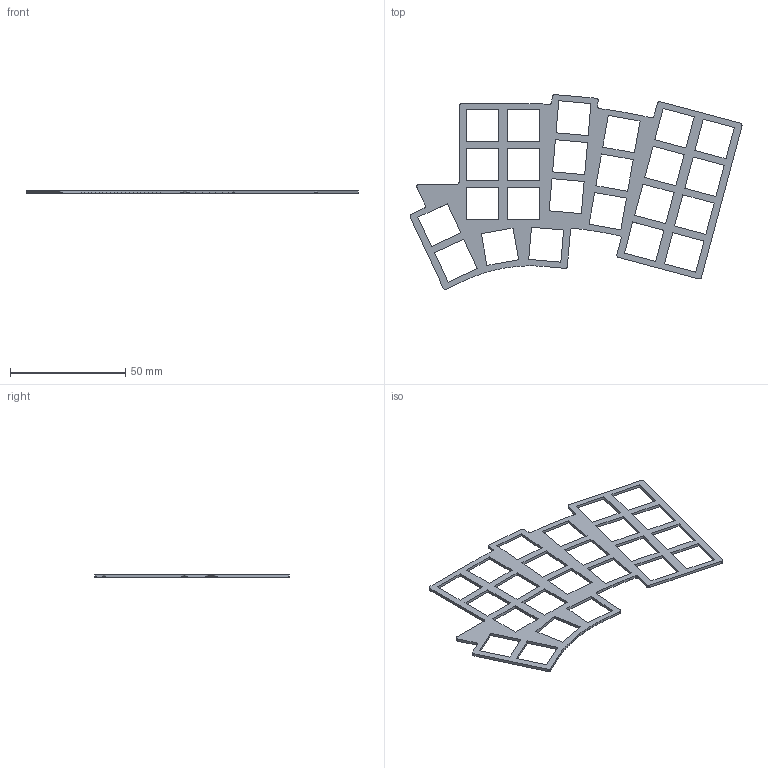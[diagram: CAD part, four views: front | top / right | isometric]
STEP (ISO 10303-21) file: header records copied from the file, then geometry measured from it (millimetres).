
FILE_DESCRIPTION(('KiCad electronic assembly'),'2;1');
FILE_NAME('left-plate.step','2023-07-06T16:41:58',('Pcbnew'),('Kicad'), 'Open CASCADE STEP processor 7.6','KiCad to STEP converter','Unknown' );
FILE_SCHEMA(('AUTOMOTIVE_DESIGN { 1 0 10303 214 1 1 1 1 }'));
Length unit declared in the file: millimetre
Products named in the file (2): left-plate 1; left-plate PCB
Assembly tree (1 placements, depth 2):
  left-plate 1
    left-plate PCB
Bounding box: 144.18 x 84.6 x 1.2 mm (x, y, z)
Volume: 4506.3 mm3; surface area: 9666.2 mm2
Topology: 1 solids, 1 shells, 300 faces, 894 edges, 596 vertices
Faces by surface type: plane 300
Entity records: 21623 total; most frequent: CARTESIAN_POINT 3580, DIRECTION 3286, LINE 2682, VECTOR 2682, ORIENTED_EDGE 1788, PCURVE 1788, DEFINITIONAL_REPRESENTATION 1788, EDGE_CURVE 894
